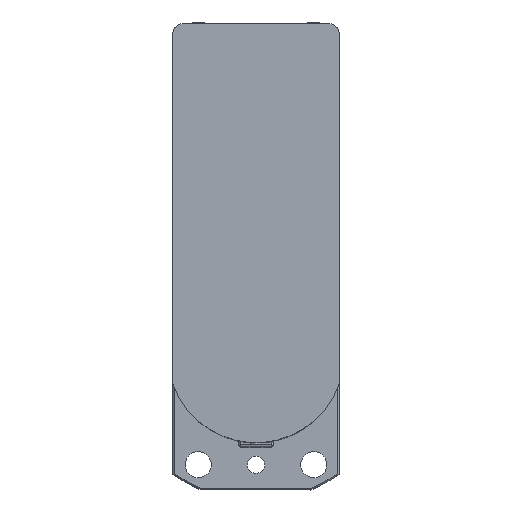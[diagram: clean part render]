
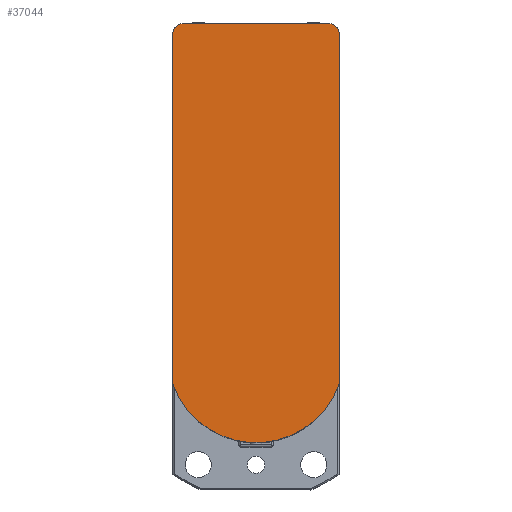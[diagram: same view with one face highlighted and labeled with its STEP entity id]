
A CAD part, top view. The second image highlights one B-rep face of the part: STEP entity #37044.
In plain terms, the highlighted planar face has unit normal (0, 0, 1).
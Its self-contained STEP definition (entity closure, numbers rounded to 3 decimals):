
#1613=PLANE('',#40529);
#3714=FACE_OUTER_BOUND('',#5786,.T.);
#5786=EDGE_LOOP('',(#31233,#31234,#31235,#31236,#31237,#31238));
#7720=CIRCLE('',#40530,61.);
#7721=CIRCLE('',#40531,6.6);
#7722=CIRCLE('',#40532,6.6);
#10646=LINE('',#63163,#13413);
#10647=LINE('',#63167,#13414);
#10648=LINE('',#63171,#13415);
#13413=VECTOR('',#49957,10.);
#13414=VECTOR('',#49960,10.);
#13415=VECTOR('',#49963,10.);
#16609=VERTEX_POINT('',#63161);
#16610=VERTEX_POINT('',#63162);
#16611=VERTEX_POINT('',#63164);
#16612=VERTEX_POINT('',#63166);
#16613=VERTEX_POINT('',#63168);
#16614=VERTEX_POINT('',#63170);
#21625=EDGE_CURVE('',#16609,#16610,#10646,.T.);
#21626=EDGE_CURVE('',#16610,#16611,#7720,.T.);
#21627=EDGE_CURVE('',#16611,#16612,#10647,.T.);
#21628=EDGE_CURVE('',#16612,#16613,#7721,.T.);
#21629=EDGE_CURVE('',#16613,#16614,#10648,.T.);
#21630=EDGE_CURVE('',#16614,#16609,#7722,.T.);
#31233=ORIENTED_EDGE('',*,*,#21625,.T.);
#31234=ORIENTED_EDGE('',*,*,#21626,.T.);
#31235=ORIENTED_EDGE('',*,*,#21627,.T.);
#31236=ORIENTED_EDGE('',*,*,#21628,.T.);
#31237=ORIENTED_EDGE('',*,*,#21629,.T.);
#31238=ORIENTED_EDGE('',*,*,#21630,.T.);
#37044=ADVANCED_FACE('',(#3714),#1613,.T.);
#40529=AXIS2_PLACEMENT_3D('',#63160,#49955,#49956);
#40530=AXIS2_PLACEMENT_3D('',#63165,#49958,#49959);
#40531=AXIS2_PLACEMENT_3D('',#63169,#49961,#49962);
#40532=AXIS2_PLACEMENT_3D('',#63172,#49964,#49965);
#49955=DIRECTION('center_axis',(0.,0.,
1.));
#49956=DIRECTION('ref_axis',(0.,-1.,0.));
#49957=DIRECTION('',(0.,-1.,0.));
#49958=DIRECTION('center_axis',(0.,0.,
1.));
#49959=DIRECTION('ref_axis',(-0.943,-0.334,0.));
#49960=DIRECTION('',(0.,1.,0.));
#49961=DIRECTION('center_axis',(0.,0.,
1.));
#49962=DIRECTION('ref_axis',(1.,0.,0.));
#49963=DIRECTION('',(-1.,0.,0.));
#49964=DIRECTION('center_axis',(0.,0.,
1.));
#49965=DIRECTION('ref_axis',(0.,1.,0.));
#63160=CARTESIAN_POINT('Origin',(0.,98.708,732.));
#63161=CARTESIAN_POINT('',(-57.5,222.4,732.));
#63162=CARTESIAN_POINT('',(-57.5,-20.365,732.));
#63163=CARTESIAN_POINT('',(-57.5,222.4,732.));
#63164=CARTESIAN_POINT('',(57.5,-20.365,732.));
#63165=CARTESIAN_POINT('Origin',(0.,0.,
732.));
#63166=CARTESIAN_POINT('',(57.5,222.4,732.));
#63167=CARTESIAN_POINT('',(57.5,-20.365,732.));
#63168=CARTESIAN_POINT('',(50.9,229.,732.));
#63169=CARTESIAN_POINT('Origin',(50.9,222.4,732.));
#63170=CARTESIAN_POINT('',(-50.9,229.,732.));
#63171=CARTESIAN_POINT('',(50.9,229.,732.));
#63172=CARTESIAN_POINT('Origin',(-50.9,222.4,732.));
